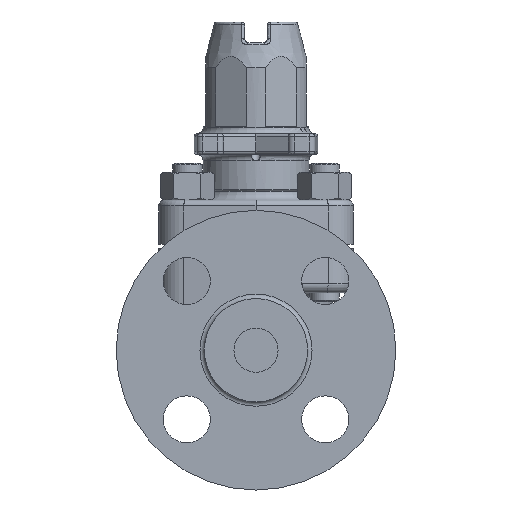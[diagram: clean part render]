
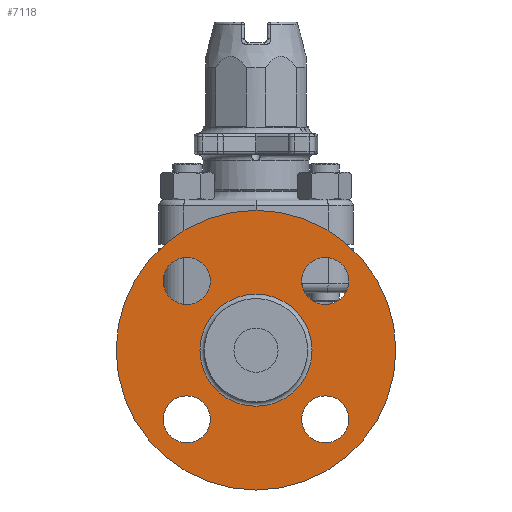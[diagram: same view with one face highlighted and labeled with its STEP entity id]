
A CAD part, left-side view. The second image highlights one B-rep face of the part: STEP entity #7118.
In plain terms, the highlighted planar face has unit normal (-1, 0, 0).
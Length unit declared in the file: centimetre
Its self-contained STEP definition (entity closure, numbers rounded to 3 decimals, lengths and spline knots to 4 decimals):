
#1255=FACE_BOUND('',#2318,.T.);
#1256=FACE_BOUND('',#2319,.T.);
#1257=FACE_BOUND('',#2320,.T.);
#1258=FACE_BOUND('',#2321,.T.);
#1259=FACE_BOUND('',#2322,.T.);
#1766=FACE_OUTER_BOUND('',#2317,.T.);
#2317=EDGE_LOOP('',(#5856));
#2318=EDGE_LOOP('',(#5857));
#2319=EDGE_LOOP('',(#5858));
#2320=EDGE_LOOP('',(#5859));
#2321=EDGE_LOOP('',(#5860));
#2322=EDGE_LOOP('',(#5861));
#2852=CIRCLE('',#7897,1.905);
#2854=CIRCLE('',#7901,4.75);
#2855=CIRCLE('',#7902,0.8);
#2856=CIRCLE('',#7903,0.8);
#2857=CIRCLE('',#7904,0.8);
#2858=CIRCLE('',#7905,0.8);
#3346=VERTEX_POINT('',#12610);
#3348=VERTEX_POINT('',#12616);
#3349=VERTEX_POINT('',#12618);
#3350=VERTEX_POINT('',#12620);
#3351=VERTEX_POINT('',#12622);
#3352=VERTEX_POINT('',#12624);
#4229=EDGE_CURVE('',#3346,#3346,#2852,.T.);
#4231=EDGE_CURVE('',#3348,#3348,#2854,.T.);
#4232=EDGE_CURVE('',#3349,#3349,#2855,.T.);
#4233=EDGE_CURVE('',#3350,#3350,#2856,.T.);
#4234=EDGE_CURVE('',#3351,#3351,#2857,.T.);
#4235=EDGE_CURVE('',#3352,#3352,#2858,.T.);
#5856=ORIENTED_EDGE('',*,*,#4231,.F.);
#5857=ORIENTED_EDGE('',*,*,#4232,.T.);
#5858=ORIENTED_EDGE('',*,*,#4233,.T.);
#5859=ORIENTED_EDGE('',*,*,#4234,.T.);
#5860=ORIENTED_EDGE('',*,*,#4235,.T.);
#5861=ORIENTED_EDGE('',*,*,#4229,.F.);
#6730=PLANE('',#7900);
#7118=ADVANCED_FACE('',(#1766,#1255,#1256,#1257,#1258,#1259),#6730,.F.);
#7897=AXIS2_PLACEMENT_3D('',#12611,#9596,#9597);
#7900=AXIS2_PLACEMENT_3D('',#12615,#9602,#9603);
#7901=AXIS2_PLACEMENT_3D('',#12617,#9604,#9605);
#7902=AXIS2_PLACEMENT_3D('',#12619,#9606,#9607);
#7903=AXIS2_PLACEMENT_3D('',#12621,#9608,#9609);
#7904=AXIS2_PLACEMENT_3D('',#12623,#9610,#9611);
#7905=AXIS2_PLACEMENT_3D('',#12625,#9612,#9613);
#9596=DIRECTION('center_axis',(-1.,0.,0.));
#9597=DIRECTION('ref_axis',(0.,0.,1.));
#9602=DIRECTION('center_axis',(1.,0.,0.));
#9603=DIRECTION('ref_axis',(0.,0.,-1.));
#9604=DIRECTION('center_axis',(1.,0.,0.));
#9605=DIRECTION('ref_axis',(0.,0.,1.));
#9606=DIRECTION('center_axis',(1.,0.,0.));
#9607=DIRECTION('ref_axis',(0.,0.,1.));
#9608=DIRECTION('center_axis',(1.,0.,0.));
#9609=DIRECTION('ref_axis',(0.,-1.,0.));
#9610=DIRECTION('center_axis',(1.,0.,0.));
#9611=DIRECTION('ref_axis',(0.,0.,-1.));
#9612=DIRECTION('center_axis',(1.,0.,0.));
#9613=DIRECTION('ref_axis',(0.,1.,0.));
#12610=CARTESIAN_POINT('',(-7.4064,-0.1563,-1.905));
#12611=CARTESIAN_POINT('Origin',(-7.4064,-0.1563,0.));
#12615=CARTESIAN_POINT('Origin',(-7.4064,-0.1563,0.));
#12616=CARTESIAN_POINT('',(-7.4064,-0.1563,-4.75));
#12617=CARTESIAN_POINT('Origin',(-7.4064,-0.1563,0.));
#12618=CARTESIAN_POINT('',(-7.4064,2.1949,1.5511));
#12619=CARTESIAN_POINT('Origin',(-7.4064,2.1949,2.3511));
#12620=CARTESIAN_POINT('',(-7.4064,-1.7074,2.3511));
#12621=CARTESIAN_POINT('Origin',(-7.4064,-2.5074,2.3511));
#12622=CARTESIAN_POINT('',(-7.4064,-2.5074,-1.5511));
#12623=CARTESIAN_POINT('Origin',(-7.4064,-2.5074,-2.3511));
#12624=CARTESIAN_POINT('',(-7.4064,1.3949,-2.3511));
#12625=CARTESIAN_POINT('Origin',(-7.4064,2.1949,-2.3511));
